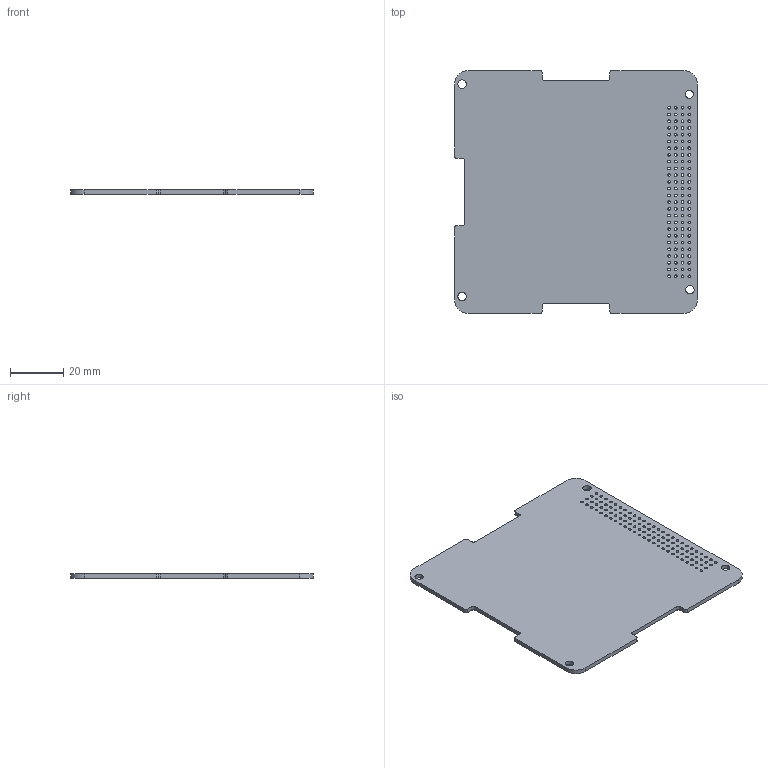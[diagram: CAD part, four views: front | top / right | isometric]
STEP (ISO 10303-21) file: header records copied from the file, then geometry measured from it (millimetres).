
FILE_DESCRIPTION (( 'STEP AP203' ), '1' );
FILE_NAME ('cubesat_board_template_cad.STEP', '2017-10-26T02:46:55', ( '' ), ( '' ), 'SwSTEP 2.0', 'SolidWorks 2017', '' );
FILE_SCHEMA (( 'CONFIG_CONTROL_DESIGN' ));
Length unit declared in the file: inch
Products named in the file (1): cubesat_board_template_cad
Bounding box: 91.44 x 91.44 x 1.6 mm (x, y, z)
Volume: 12696.7 mm3; surface area: 17058.6 mm2
Topology: 1 solids, 1 shells, 250 faces, 744 edges, 496 vertices
Faces by surface type: cylinder 232, plane 18
Entity records: 9183 total; most frequent: DIRECTION 1710, CARTESIAN_POINT 1491, ORIENTED_EDGE 1488, EDGE_CURVE 744, AXIS2_PLACEMENT_3D 715, VERTEX_POINT 496, EDGE_LOOP 466, CIRCLE 464
